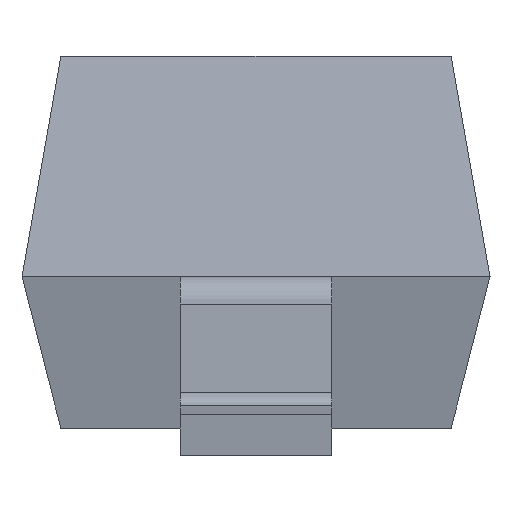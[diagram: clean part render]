
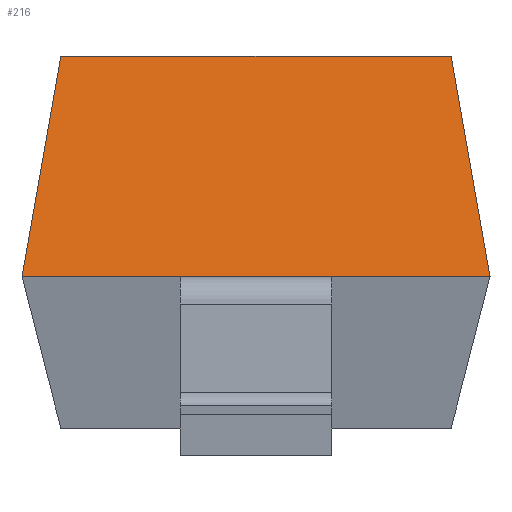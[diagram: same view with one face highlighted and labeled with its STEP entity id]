
A CAD part, left-side view. The second image highlights one B-rep face of the part: STEP entity #216.
In plain terms, the highlighted planar face has unit normal (-0.985, 0, 0.174).
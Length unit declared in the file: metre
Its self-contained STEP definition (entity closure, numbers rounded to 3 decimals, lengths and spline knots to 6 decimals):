
#216 = ADVANCED_FACE( '', ( #538 ), #539, .T. );
#220 = EDGE_CURVE( '', #478, #483, #545, .T. );
#226 = EDGE_CURVE( '', #432, #553, #554, .T. );
#254 = EDGE_CURVE( '', #478, #591, #592, .T. );
#294 = EDGE_CURVE( '', #591, #643, #644, .T. );
#370 = EDGE_CURVE( '', #432, #483, #736, .T. );
#374 = EDGE_CURVE( '', #553, #643, #741, .T. );
#432 = VERTEX_POINT( '', #796 );
#478 = VERTEX_POINT( '', #859 );
#483 = VERTEX_POINT( '', #866 );
#538 = FACE_OUTER_BOUND( '', #944, .T. );
#539 = PLANE( '', #945 );
#545 = LINE( '', #954, #955 );
#553 = VERTEX_POINT( '', #968 );
#554 = LINE( '', #969, #970 );
#591 = VERTEX_POINT( '', #1022 );
#592 = LINE( '', #1023, #1024 );
#643 = VERTEX_POINT( '', #1098 );
#644 = LINE( '', #1099, #1100 );
#736 = LINE( '', #1241, #1242 );
#741 = LINE( '', #1248, #1249 );
#796 = CARTESIAN_POINT( '', ( -0.001425, 0.000843, 0.000652 ) );
#859 = CARTESIAN_POINT( '', ( -0.001425, -0.000282, 0.000652 ) );
#866 = CARTESIAN_POINT( '', ( -0.001425, 0.000268, 0.000652 ) );
#944 = EDGE_LOOP( '', ( #1425, #1426, #1427, #1428, #1429, #1430 ) );
#945 = AXIS2_PLACEMENT_3D( '', #1431, #1432, #1433 );
#954 = CARTESIAN_POINT( '', ( -0.001425, -0.000282, 0.000652 ) );
#955 = VECTOR( '', #1435, 1. );
#968 = CARTESIAN_POINT( '', ( -0.001284, 0.000702, 0.001452 ) );
#969 = CARTESIAN_POINT( '', ( -0.001391, 0.000809, 0.000844 ) );
#970 = VECTOR( '', #1438, 1. );
#1022 = CARTESIAN_POINT( '', ( -0.001425, -0.000857, 0.000652 ) );
#1023 = CARTESIAN_POINT( '', ( -0.001425, 0.000843, 0.000652 ) );
#1024 = VECTOR( '', #1488, 1. );
#1098 = CARTESIAN_POINT( '', ( -0.001284, -0.000716, 0.001452 ) );
#1099 = CARTESIAN_POINT( '', ( -0.001475, -0.000907, 0.000371 ) );
#1100 = VECTOR( '', #1569, 1. );
#1241 = CARTESIAN_POINT( '', ( -0.001425, 0.000843, 0.000652 ) );
#1242 = VECTOR( '', #1704, 1. );
#1248 = CARTESIAN_POINT( '', ( -0.001284, 0.000843, 0.001452 ) );
#1249 = VECTOR( '', #1713, 1. );
#1425 = ORIENTED_EDGE( '', *, *, #370, .T. );
#1426 = ORIENTED_EDGE( '', *, *, #220, .F. );
#1427 = ORIENTED_EDGE( '', *, *, #254, .T. );
#1428 = ORIENTED_EDGE( '', *, *, #294, .T. );
#1429 = ORIENTED_EDGE( '', *, *, #374, .F. );
#1430 = ORIENTED_EDGE( '', *, *, #226, .F. );
#1431 = CARTESIAN_POINT( '', ( -0.001476, 0.000843, 0.000363 ) );
#1432 = DIRECTION( '', ( -0.985, 0., 0.174 ) );
#1433 = DIRECTION( '', ( 0., 1., 0. ) );
#1435 = DIRECTION( '', ( 0., 1., 0. ) );
#1438 = DIRECTION( '', ( 0.171, -0.171, 0.97 ) );
#1488 = DIRECTION( '', ( 0., -1., 0. ) );
#1569 = DIRECTION( '', ( 0.171, 0.171, 0.97 ) );
#1704 = DIRECTION( '', ( 0., -1., 0. ) );
#1713 = DIRECTION( '', ( 0., -1., 0. ) );
